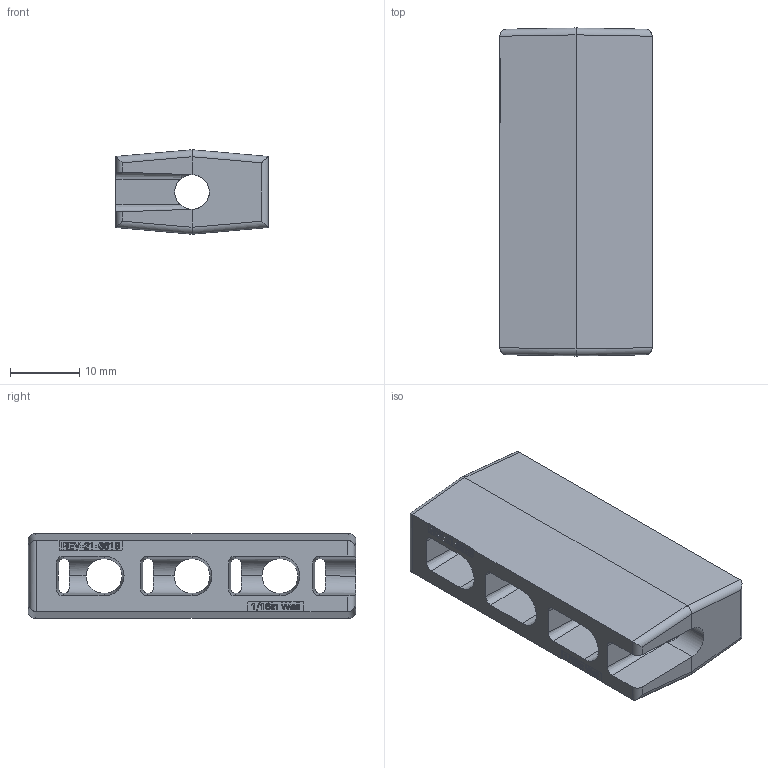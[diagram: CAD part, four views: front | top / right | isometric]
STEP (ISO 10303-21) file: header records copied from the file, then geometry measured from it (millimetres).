
FILE_DESCRIPTION (( 'STEP AP203' ), '1' );
FILE_NAME ('REV-21-3619.STEP', '2024-12-12T22:16:15', ( '' ), ( '' ), 'SwSTEP 2.0', 'SolidWorks 2022', '' );
FILE_SCHEMA (( 'CONFIG_CONTROL_DESIGN' ));
Length unit declared in the file: inch
Products named in the file (1): REV-21-3619
Bounding box: 21.98 x 47.38 x 12.19 mm (x, y, z)
Volume: 7398 mm3; surface area: 5223.4 mm2
Topology: 1 solids, 1 shells, 343 faces, 952 edges, 630 vertices
Faces by surface type: plane 199, bspline 88, cylinder 34, cone 22
Entity records: 15956 total; most frequent: CARTESIAN_POINT 7891, ORIENTED_EDGE 1904, DIRECTION 1218, EDGE_CURVE 952, VECTOR 646, LINE 646, VERTEX_POINT 630, EDGE_LOOP 376
